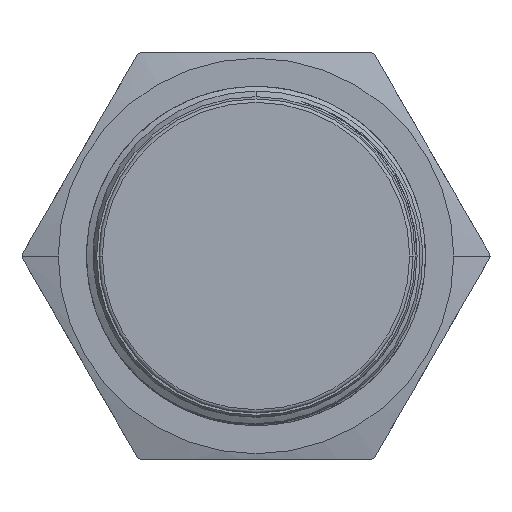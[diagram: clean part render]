
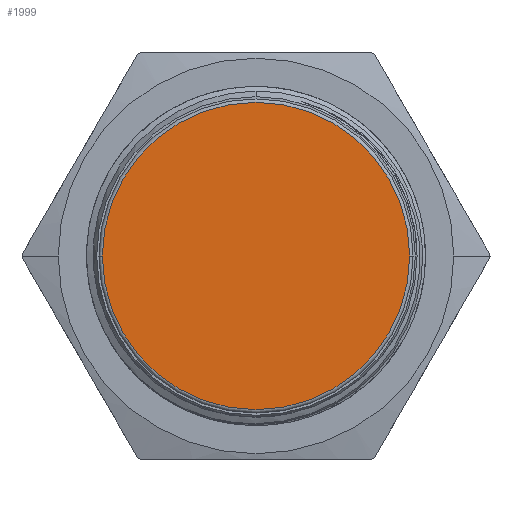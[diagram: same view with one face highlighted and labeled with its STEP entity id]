
A CAD part, front view. The second image highlights one B-rep face of the part: STEP entity #1999.
In plain terms, the highlighted planar face has unit normal (0, -1, 0).
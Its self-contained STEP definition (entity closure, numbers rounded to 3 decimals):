
#845=CIRCLE('',#20969,13.6);
#846=CIRCLE('',#20971,13.6);
#1999=ADVANCED_FACE('',(#3790),#2785,.T.);
#2785=PLANE('',#20972);
#3790=FACE_OUTER_BOUND('',#4887,.T.);
#4887=EDGE_LOOP('',(#11208,#11209));
#11208=ORIENTED_EDGE('',*,*,#17481,.T.);
#11209=ORIENTED_EDGE('',*,*,#17480,.T.);
#14802=VERTEX_POINT('',#46658);
#14803=VERTEX_POINT('',#46660);
#17480=EDGE_CURVE('',#14802,#14803,#845,.T.);
#17481=EDGE_CURVE('',#14803,#14802,#846,.T.);
#20969=AXIS2_PLACEMENT_3D('',#46661,#24471,#24472);
#20971=AXIS2_PLACEMENT_3D('',#46663,#24475,#24476);
#20972=AXIS2_PLACEMENT_3D('',#46664,#24477,#24478);
#24471=DIRECTION('',(0.,-1.,0.));
#24472=DIRECTION('',(-1.,0.,0.));
#24475=DIRECTION('',(0.,-1.,0.));
#24476=DIRECTION('',(1.,0.,0.));
#24477=DIRECTION('',(0.,-1.,0.));
#24478=DIRECTION('',(0.,0.,-1.));
#46658=CARTESIAN_POINT('',(-13.6,-20.,0.));
#46660=CARTESIAN_POINT('',(13.6,-20.,0.));
#46661=CARTESIAN_POINT('',(0.,-20.,0.));
#46663=CARTESIAN_POINT('',(0.,-20.,0.));
#46664=CARTESIAN_POINT('',(0.,-20.,0.));
